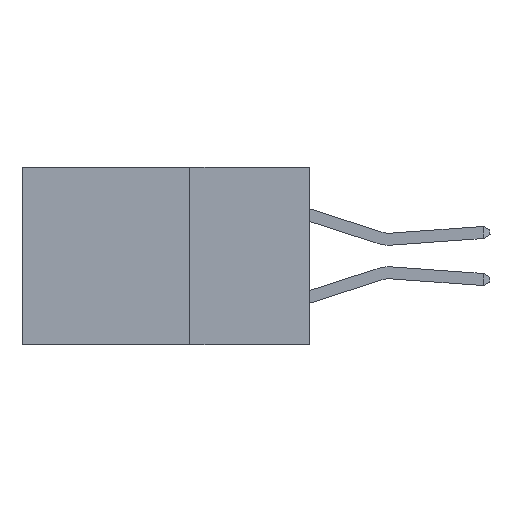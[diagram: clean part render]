
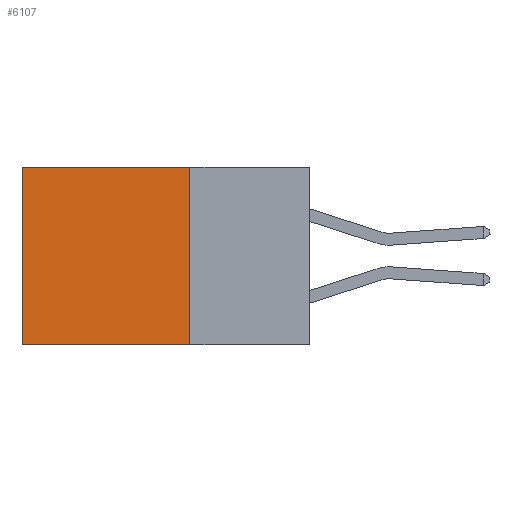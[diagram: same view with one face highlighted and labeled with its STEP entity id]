
A CAD part, left-side view. The second image highlights one B-rep face of the part: STEP entity #6107.
In plain terms, the highlighted planar face has unit normal (-1, 0, 0).
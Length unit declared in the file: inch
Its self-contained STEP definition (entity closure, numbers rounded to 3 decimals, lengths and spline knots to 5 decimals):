
#23 = ORIENTED_EDGE ( 'NONE', *, *, #396, .T. ) ;
#147 = EDGE_LOOP ( 'NONE', ( #1167, #13648, #12230, #23 ) ) ;
#396 = EDGE_CURVE ( 'NONE', #11932, #13384, #14526, .T. ) ;
#1167 = ORIENTED_EDGE ( 'NONE', *, *, #2199, .T. ) ;
#1203 = DIRECTION ( 'NONE',  ( 0., 0., -1. ) ) ;
#2199 = EDGE_CURVE ( 'NONE', #13384, #5860, #4887, .T. ) ;
#4013 = VECTOR ( 'NONE', #1203, 39.37008 ) ;
#4887 = LINE ( 'NONE', #9086, #11514 ) ;
#5860 = VERTEX_POINT ( 'NONE', #6331 ) ;
#6107 = ADVANCED_FACE ( 'NONE', ( #13960 ), #15644, .F. ) ;
#6331 = CARTESIAN_POINT ( 'NONE',  ( 0.298, 0.6, -0.37 ) ) ;
#7425 = EDGE_CURVE ( 'NONE', #16775, #5860, #11419, .T. ) ;
#8016 = CARTESIAN_POINT ( 'NONE',  ( 0.298, 0.6, 0. ) ) ;
#8852 = CARTESIAN_POINT ( 'NONE',  ( 0.298, 0.25, 0. ) ) ;
#9086 = CARTESIAN_POINT ( 'NONE',  ( 0.298, 0.6, 0. ) ) ;
#9463 = AXIS2_PLACEMENT_3D ( 'NONE', #8852, #15765, #11761 ) ;
#9647 = LINE ( 'NONE', #14323, #4013 ) ;
#10993 = CARTESIAN_POINT ( 'NONE',  ( 0.298, 0.25, -0.37 ) ) ;
#11300 = CARTESIAN_POINT ( 'NONE',  ( 0.298, 0.25, -0.37 ) ) ;
#11380 = VECTOR ( 'NONE', #14803, 39.37008 ) ;
#11419 = LINE ( 'NONE', #11300, #16842 ) ;
#11514 = VECTOR ( 'NONE', #17013, 39.37008 ) ;
#11761 = DIRECTION ( 'NONE',  ( 0., 0., -1. ) ) ;
#11840 = EDGE_CURVE ( 'NONE', #11932, #16775, #9647, .T. ) ;
#11932 = VERTEX_POINT ( 'NONE', #16031 ) ;
#12230 = ORIENTED_EDGE ( 'NONE', *, *, #11840, .F. ) ;
#12285 = CARTESIAN_POINT ( 'NONE',  ( 0.298, 0.25, 0. ) ) ;
#12597 = DIRECTION ( 'NONE',  ( 0., 1., 0. ) ) ;
#13384 = VERTEX_POINT ( 'NONE', #8016 ) ;
#13648 = ORIENTED_EDGE ( 'NONE', *, *, #7425, .F. ) ;
#13960 = FACE_OUTER_BOUND ( 'NONE', #147, .T. ) ;
#14323 = CARTESIAN_POINT ( 'NONE',  ( 0.298, 0.25, 0. ) ) ;
#14526 = LINE ( 'NONE', #12285, #11380 ) ;
#14803 = DIRECTION ( 'NONE',  ( 0., 1., 0. ) ) ;
#15644 = PLANE ( 'NONE',  #9463 ) ;
#15765 = DIRECTION ( 'NONE',  ( 1., 0., 0. ) ) ;
#16031 = CARTESIAN_POINT ( 'NONE',  ( 0.298, 0.25, 0. ) ) ;
#16775 = VERTEX_POINT ( 'NONE', #10993 ) ;
#16842 = VECTOR ( 'NONE', #12597, 39.37008 ) ;
#17013 = DIRECTION ( 'NONE',  ( 0., 0., -1. ) ) ;
